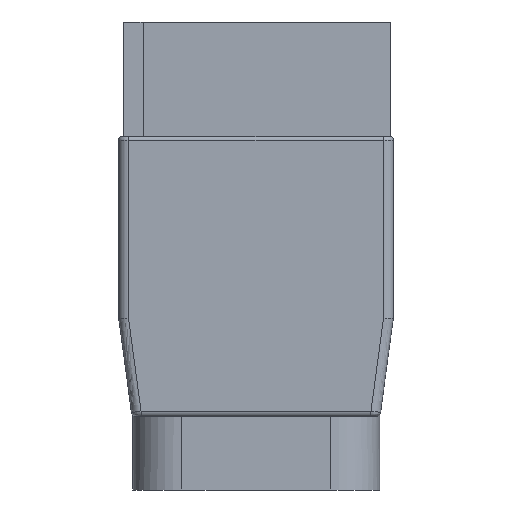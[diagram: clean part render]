
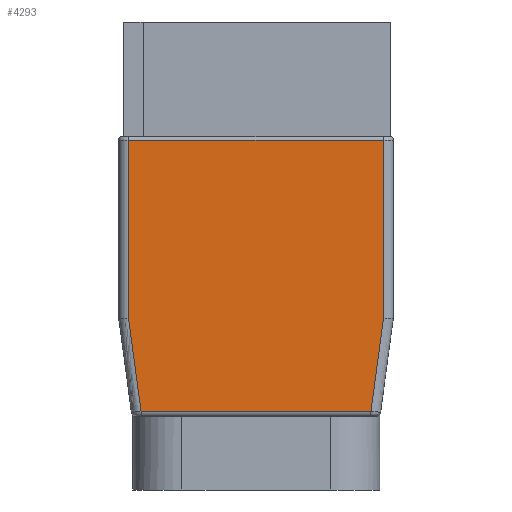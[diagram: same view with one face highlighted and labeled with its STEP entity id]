
A CAD part, front view. The second image highlights one B-rep face of the part: STEP entity #4293.
In plain terms, the highlighted planar face has unit normal (0, -1, 0).
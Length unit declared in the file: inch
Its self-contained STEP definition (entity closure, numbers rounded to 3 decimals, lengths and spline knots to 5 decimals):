
#3749=CARTESIAN_POINT('',(-0.5342,-0.0615,-0.241));
#3750=VERTEX_POINT('',#3749);
#3783=CARTESIAN_POINT('',(-0.0142,-0.0615,-0.241));
#3784=VERTEX_POINT('',#3783);
#3801=CARTESIAN_POINT('',(-0.5342,-0.0615,-0.241));
#3802=DIRECTION('',(1.0,0.0,0.0));
#3803=VECTOR('',#3802,0.52);
#3804=LINE('',#3801,#3803);
#3805=EDGE_CURVE('',#3750,#3784,#3804,.T.);
#4142=CARTESIAN_POINT('',(-0.0142,-0.0615,-0.6045));
#4143=VERTEX_POINT('',#4142);
#4144=CARTESIAN_POINT('',(-0.0142,-0.0615,-0.241));
#4145=DIRECTION('',(0.0,0.0,-1.0));
#4146=VECTOR('',#4145,0.3635);
#4147=LINE('',#4144,#4146);
#4148=EDGE_CURVE('',#3784,#4143,#4147,.T.);
#4254=CARTESIAN_POINT('',(-0.5342,-0.0615,-0.2335));
#4255=DIRECTION('',(0.0,-1.0,0.0));
#4256=DIRECTION('',(0.0,0.0,-1.0));
#4257=AXIS2_PLACEMENT_3D('',#4254,#4255,#4256);
#4258=PLANE('',#4257);
#4259=ORIENTED_EDGE('',*,*,#3805,.F.);
#4260=CARTESIAN_POINT('',(-0.5342,-0.0615,-0.6045));
#4261=VERTEX_POINT('',#4260);
#4262=CARTESIAN_POINT('',(-0.5342,-0.0615,-0.241));
#4263=DIRECTION('',(0.0,0.0,-1.0));
#4264=VECTOR('',#4263,0.3635);
#4265=LINE('',#4262,#4264);
#4266=EDGE_CURVE('',#3750,#4261,#4265,.T.);
#4267=ORIENTED_EDGE('',*,*,#4266,.T.);
#4268=CARTESIAN_POINT('',(-0.50855,-0.0615,-0.7945));
#4269=VERTEX_POINT('',#4268);
#4270=CARTESIAN_POINT('',(-0.50855,-0.0615,-0.7945));
#4271=DIRECTION('',(-0.134,0.,0.991));
#4272=VECTOR('',#4271,0.19172);
#4273=LINE('',#4270,#4272);
#4274=EDGE_CURVE('',#4269,#4261,#4273,.T.);
#4275=ORIENTED_EDGE('',*,*,#4274,.F.);
#4276=CARTESIAN_POINT('',(-0.03985,-0.0615,-0.7945));
#4277=VERTEX_POINT('',#4276);
#4278=CARTESIAN_POINT('',(-0.03985,-0.0615,-0.7945));
#4279=DIRECTION('',(-1.0,0.0,0.0));
#4280=VECTOR('',#4279,0.4687);
#4281=LINE('',#4278,#4280);
#4282=EDGE_CURVE('',#4277,#4269,#4281,.T.);
#4283=ORIENTED_EDGE('',*,*,#4282,.F.);
#4284=CARTESIAN_POINT('',(-0.0142,-0.0615,-0.6045));
#4285=DIRECTION('',(-0.134,0.,-0.991));
#4286=VECTOR('',#4285,0.19172);
#4287=LINE('',#4284,#4286);
#4288=EDGE_CURVE('',#4143,#4277,#4287,.T.);
#4289=ORIENTED_EDGE('',*,*,#4288,.F.);
#4290=ORIENTED_EDGE('',*,*,#4148,.F.);
#4291=EDGE_LOOP('',(#4259,#4267,#4275,#4283,#4289,#4290));
#4292=FACE_OUTER_BOUND('',#4291,.T.);
#4293=ADVANCED_FACE('',(#4292),#4258,.T.);
